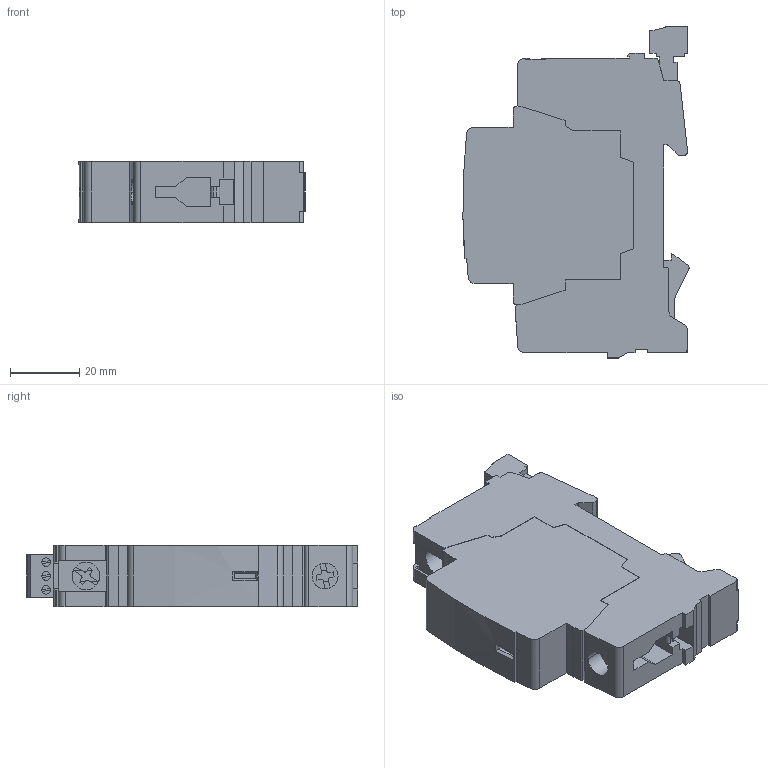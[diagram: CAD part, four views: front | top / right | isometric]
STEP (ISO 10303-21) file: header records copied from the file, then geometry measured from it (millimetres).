
FILE_DESCRIPTION((''),'2;1');
FILE_NAME('B80002102','2017-03-30T',('FRJEGUI'),(''),'CREO PARAMETRIC BY PTC INC, 2016380','CREO PARAMETRIC BY PTC INC, 2016380','');
FILE_SCHEMA(('CONFIG_CONTROL_DESIGN'));
Length unit declared in the file: millimetre
Products named in the file (1): B80002102
Bounding box: 65.27 x 95.8 x 17.8 mm (x, y, z)
Volume: 76708.7 mm3; surface area: 18331.4 mm2
Topology: 1 solids, 1 shells, 301 faces, 860 edges, 566 vertices
Faces by surface type: plane 254, cylinder 45, cone 2
Entity records: 9851 total; most frequent: CARTESIAN_POINT 1856, ORIENTED_EDGE 1720, DIRECTION 1568, EDGE_CURVE 860, VECTOR 738, LINE 738, VERTEX_POINT 566, AXIS2_PLACEMENT_3D 415
